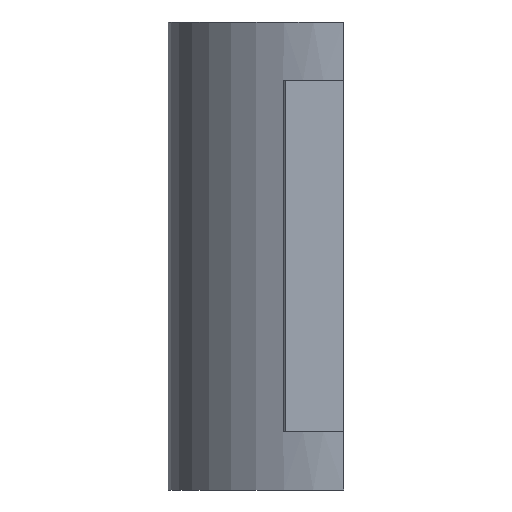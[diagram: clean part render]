
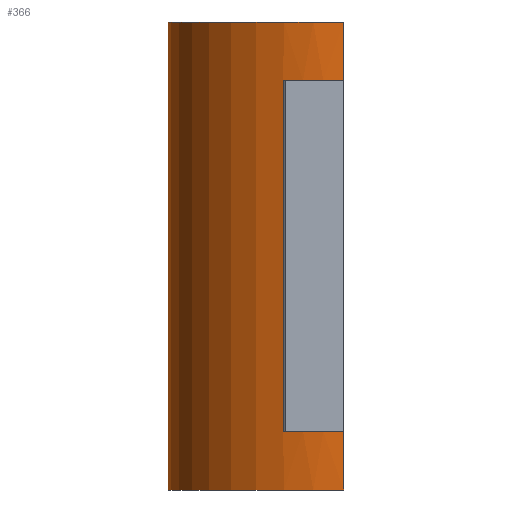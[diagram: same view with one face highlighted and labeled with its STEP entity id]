
A CAD part, left-side view. The second image highlights one B-rep face of the part: STEP entity #366.
In plain terms, the highlighted cylindrical face has radius 15 mm (diameter 30 mm), a partial arc.
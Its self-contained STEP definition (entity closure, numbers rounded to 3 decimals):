
#231=CARTESIAN_POINT('',(-14.083,5.164,35.));
#232=VERTEX_POINT('',#231);
#248=CARTESIAN_POINT('',(-14.083,5.164,5.));
#249=VERTEX_POINT('',#248);
#257=CARTESIAN_POINT('',(-14.083,5.164,35.));
#258=DIRECTION('',(0.,0.,-1.));
#259=VECTOR('',#258,30.);
#260=LINE('',#257,#259);
#261=EDGE_CURVE('',#232,#249,#260,.T.);
#266=CARTESIAN_POINT('',(0.,0.,0.));
#267=DIRECTION('',(1.,0.,0.));
#268=DIRECTION('',(0.,0.,1.));
#269=AXIS2_PLACEMENT_3D('',#266,#268,#267);
#270=CYLINDRICAL_SURFACE('',#269,15.);
#271=CARTESIAN_POINT('',(-15.,0.,5.));
#272=VERTEX_POINT('',#271);
#273=CARTESIAN_POINT('',(0.,0.,5.));
#274=DIRECTION('',(-1.,0.,0.));
#275=DIRECTION('',(0.,0.,-1.));
#276=AXIS2_PLACEMENT_3D('',#273,#275,#274);
#277=CIRCLE('',#276,15.);
#278=EDGE_CURVE('',#272,#249,#277,.T.);
#279=ORIENTED_EDGE('E25',*,*,#278,.T.);
#280=ORIENTED_EDGE('E25',*,*,#261,.F.);
#281=CARTESIAN_POINT('',(-15.,0.,35.));
#282=VERTEX_POINT('',#281);
#283=CARTESIAN_POINT('',(0.,0.,35.));
#284=DIRECTION('',(-0.939,0.344,0.));
#285=DIRECTION('',(0.,0.,1.));
#286=AXIS2_PLACEMENT_3D('',#283,#285,#284);
#287=CIRCLE('',#286,15.);
#288=EDGE_CURVE('',#232,#282,#287,.T.);
#289=ORIENTED_EDGE('E26',*,*,#288,.T.);
#290=CARTESIAN_POINT('',(-15.,0.,40.));
#291=VERTEX_POINT('',#290);
#292=CARTESIAN_POINT('',(-15.,0.,35.));
#293=DIRECTION('',(0.,0.,1.));
#294=VECTOR('',#293,5.);
#295=LINE('',#292,#294);
#296=EDGE_CURVE('',#282,#291,#295,.T.);
#297=ORIENTED_EDGE('E27',*,*,#296,.T.);
#298=CARTESIAN_POINT('',(15.,0.,40.));
#299=VERTEX_POINT('',#298);
#300=CARTESIAN_POINT('',(0.,0.,40.));
#301=DIRECTION('',(-1.,0.,0.));
#302=DIRECTION('',(0.,0.,-1.));
#303=AXIS2_PLACEMENT_3D('',#300,#302,#301);
#304=CIRCLE('',#303,15.);
#305=EDGE_CURVE('',#291,#299,#304,.T.);
#306=ORIENTED_EDGE('E28',*,*,#305,.T.);
#307=CARTESIAN_POINT('',(15.,0.,35.));
#308=VERTEX_POINT('',#307);
#309=CARTESIAN_POINT('',(15.,0.,40.));
#310=DIRECTION('',(0.,0.,-1.));
#311=VECTOR('',#310,5.);
#312=LINE('',#309,#311);
#313=EDGE_CURVE('',#299,#308,#312,.T.);
#314=ORIENTED_EDGE('E29',*,*,#313,.T.);
#315=CARTESIAN_POINT('',(14.083,5.164,35.));
#316=VERTEX_POINT('',#315);
#317=CARTESIAN_POINT('',(0.,0.,35.));
#318=DIRECTION('',(1.,0.,0.));
#319=DIRECTION('',(0.,0.,1.));
#320=AXIS2_PLACEMENT_3D('',#317,#319,#318);
#321=CIRCLE('',#320,15.);
#322=EDGE_CURVE('',#308,#316,#321,.T.);
#323=ORIENTED_EDGE('E30',*,*,#322,.T.);
#324=CARTESIAN_POINT('',(14.083,5.164,5.));
#325=VERTEX_POINT('',#324);
#326=CARTESIAN_POINT('',(14.083,5.164,35.));
#327=DIRECTION('',(0.,0.,-1.));
#328=VECTOR('',#327,30.);
#329=LINE('',#326,#328);
#330=EDGE_CURVE('',#316,#325,#329,.T.);
#331=ORIENTED_EDGE('E31',*,*,#330,.T.);
#332=CARTESIAN_POINT('',(15.,0.,5.));
#333=VERTEX_POINT('',#332);
#334=CARTESIAN_POINT('',(0.,0.,5.));
#335=DIRECTION('',(0.939,0.344,0.));
#336=DIRECTION('',(0.,0.,-1.));
#337=AXIS2_PLACEMENT_3D('',#334,#336,#335);
#338=CIRCLE('',#337,15.);
#339=EDGE_CURVE('',#325,#333,#338,.T.);
#340=ORIENTED_EDGE('E32',*,*,#339,.T.);
#341=CARTESIAN_POINT('',(15.,0.,0.));
#342=VERTEX_POINT('',#341);
#343=CARTESIAN_POINT('',(15.,0.,5.));
#344=DIRECTION('',(0.,0.,-1.));
#345=VECTOR('',#344,5.);
#346=LINE('',#343,#345);
#347=EDGE_CURVE('',#333,#342,#346,.T.);
#348=ORIENTED_EDGE('E33',*,*,#347,.T.);
#349=CARTESIAN_POINT('',(-15.,0.,0.));
#350=VERTEX_POINT('',#349);
#351=CARTESIAN_POINT('',(0.,0.,0.));
#352=DIRECTION('',(1.,0.,0.));
#353=DIRECTION('',(0.,0.,1.));
#354=AXIS2_PLACEMENT_3D('',#351,#353,#352);
#355=CIRCLE('',#354,15.);
#356=EDGE_CURVE('',#342,#350,#355,.T.);
#357=ORIENTED_EDGE('E34',*,*,#356,.T.);
#358=CARTESIAN_POINT('',(-15.,0.,0.));
#359=DIRECTION('',(0.,0.,1.));
#360=VECTOR('',#359,5.);
#361=LINE('',#358,#360);
#362=EDGE_CURVE('',#350,#272,#361,.T.);
#363=ORIENTED_EDGE('E35',*,*,#362,.T.);
#364=EDGE_LOOP('',(#279,#280,#289,#297,#306,#314,#323,#331,#340,#348,#357,#363));
#365=FACE_OUTER_BOUND('',#364,.T.);
#366=ADVANCED_FACE('F6',(#365),#270,.T.);
